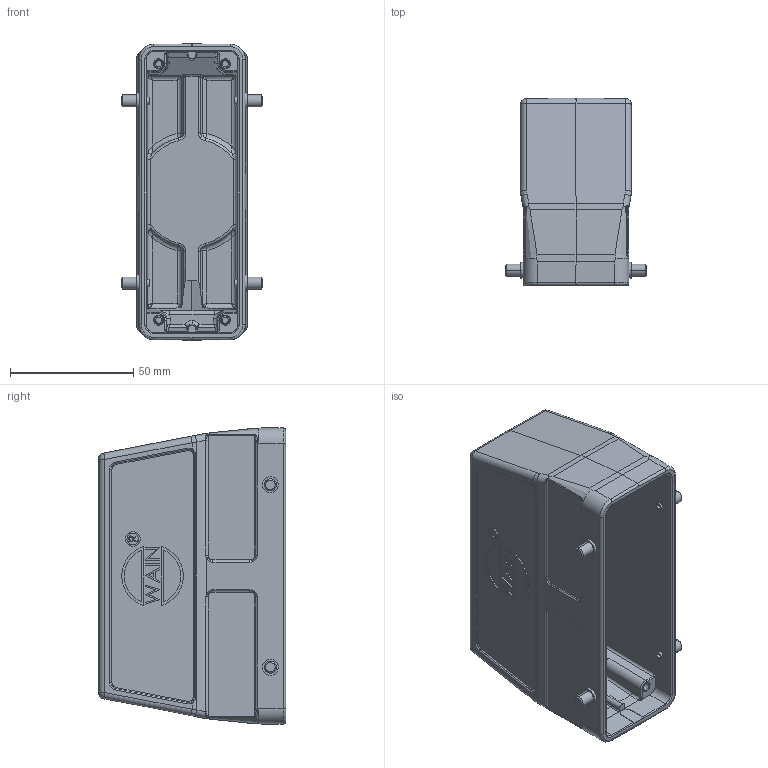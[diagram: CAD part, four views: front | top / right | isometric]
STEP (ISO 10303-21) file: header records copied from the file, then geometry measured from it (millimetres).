
FILE_DESCRIPTION((''),'2;1');
FILE_NAME('3D_1116245355005_EMC_H24B-SEH-4','2024-02-04T',('13034'),(''),'PRO/ENGINEER BY PARAMETRIC TECHNOLOGY CORPORATION, 2012480','PRO/ENGINEER BY PARAMETRIC TECHNOLOGY CORPORATION, 2012480','');
FILE_SCHEMA(('CONFIG_CONTROL_DESIGN'));
Length unit declared in the file: millimetre
Products named in the file (1): 3D_1116245355005_EMC_H24B-SEH-4
Bounding box: 57.6 x 76 x 120.2 mm (x, y, z)
Volume: 88934.7 mm3; surface area: 52413.4 mm2
Topology: 1 solids, 1 shells, 752 faces, 1833 edges, 1098 vertices
Faces by surface type: plane 258, cylinder 229, bspline 140, torus 61, cone 46, extrusion 10, sphere 8
Entity records: 30270 total; most frequent: CARTESIAN_POINT 13844, ORIENTED_EDGE 3594, DIRECTION 3074, EDGE_CURVE 1797, AXIS2_PLACEMENT_3D 1111, VERTEX_POINT 1098, VECTOR 852, LINE 842
